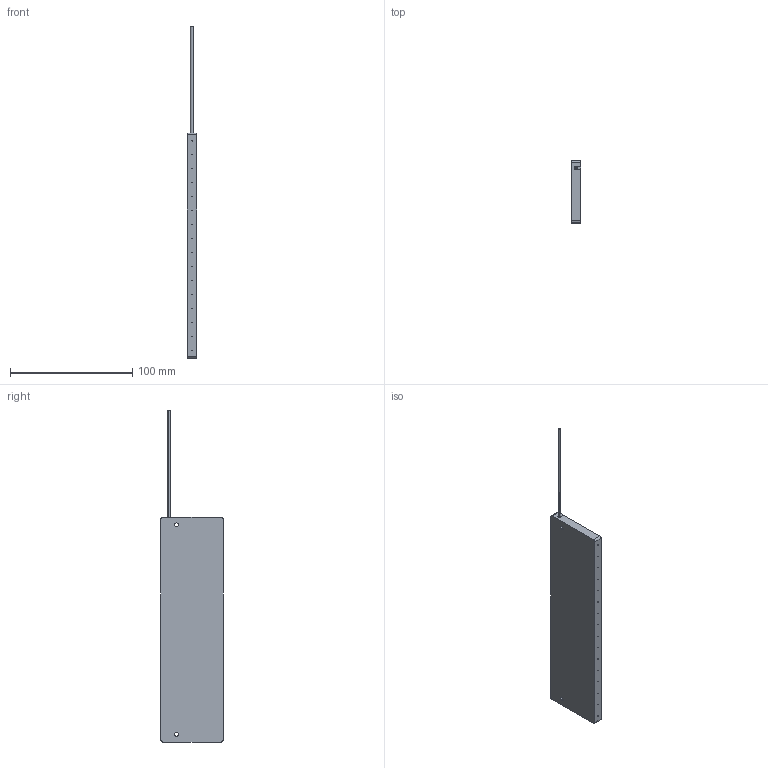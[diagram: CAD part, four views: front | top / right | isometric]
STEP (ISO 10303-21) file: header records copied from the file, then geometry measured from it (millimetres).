
FILE_DESCRIPTION((''),'2;1');
FILE_NAME('193396_ASM','2016-03-02T',('pdmadmin'),(''),'PRO/ENGINEER BY PARAMETRIC TECHNOLOGY CORPORATION, 2013230','PRO/ENGINEER BY PARAMETRIC TECHNOLOGY CORPORATION, 2013230','');
FILE_SCHEMA(('CONFIG_CONTROL_DESIGN'));
Length unit declared in the file: inch
Products named in the file (21): 113658_AF0; 10143_AF0; FIBER_CORE_010_0-25_AF0; FIBER_CORE_010_0-25_AF1; FIBER_CORE_010_0-25_AF2; FIBER_CORE_010_0-25_AF3; FIBER_CORE_010_0-25_AF4; FIBER_CORE_010_0-25_AF5; FIBER_CORE_010_0-25_AF6; FIBER_CORE_010_0-25_AF7; FIBER_CORE_010_0-25_AF8; FIBER_CORE_010_0-25_AF9; FIBER_CORE_010_0-25_AF10; FIBER_CORE_010_0-25_AF11; FIBER_CORE_010_0-25_AF12; FIBER_CORE_010_0-25_AF13; FIBER_CORE_010_0-25_AF14; FIBER_CORE_010_0-25_AF15; 71318_ASM; 113658_POTTING; 193396_ASM
Assembly tree (20 placements, depth 3):
  193396_ASM
    71318_ASM
      113658_AF0
      10143_AF0
      FIBER_CORE_010_0-25_AF0
      FIBER_CORE_010_0-25_AF1
      FIBER_CORE_010_0-25_AF2
      FIBER_CORE_010_0-25_AF3
      FIBER_CORE_010_0-25_AF4
      FIBER_CORE_010_0-25_AF5
      FIBER_CORE_010_0-25_AF6
      FIBER_CORE_010_0-25_AF7
      FIBER_CORE_010_0-25_AF8
      FIBER_CORE_010_0-25_AF9
      FIBER_CORE_010_0-25_AF10
      FIBER_CORE_010_0-25_AF11
      FIBER_CORE_010_0-25_AF12
      FIBER_CORE_010_0-25_AF13
      FIBER_CORE_010_0-25_AF14
      FIBER_CORE_010_0-25_AF15
    113658_POTTING
Bounding box: 7.62 x 50.8 x 271.81 mm (x, y, z)
Volume: 70956.2 mm3; surface area: 43782.9 mm2
Topology: 26 solids, 26 shells, 223 faces, 483 edges, 322 vertices
Faces by surface type: cylinder 114, plane 109
Entity records: 6834 total; most frequent: DIRECTION 1281, CARTESIAN_POINT 1127, ORIENTED_EDGE 966, AXIS2_PLACEMENT_3D 524, EDGE_CURVE 483, VERTEX_POINT 322, EDGE_LOOP 271, CIRCLE 242
